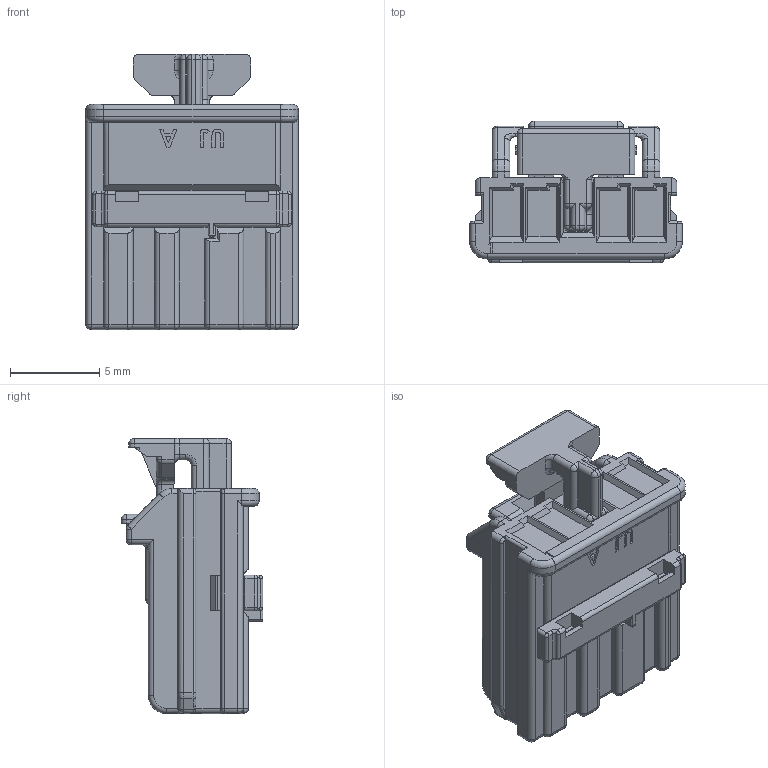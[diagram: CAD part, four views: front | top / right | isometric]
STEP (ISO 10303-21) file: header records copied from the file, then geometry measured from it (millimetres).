
FILE_DESCRIPTION (( 'STEP AP214' ), '1' );
FILE_NAME ('C_020_D_C_4F_ASSY_(A)_Rev.A.STEP', '2020-12-07T06:04:05', ( '' ), ( '' ), 'SwSTEP 2.0', 'SolidWorks 2019', '' );
FILE_SCHEMA (( 'AUTOMOTIVE_DESIGN' ));
Length unit declared in the file: millimetre
Products named in the file (1): C_020_D_C_4F_ASSY_(A)_Rev.A
Bounding box: 11.9 x 7.92 x 15.4 mm (x, y, z)
Volume: 675.9 mm3; surface area: 912.4 mm2
Topology: 1 solids, 1 shells, 720 faces, 1849 edges, 1107 vertices
Faces by surface type: plane 345, cylinder 250, bspline 46, torus 45, sphere 34
Entity records: 30671 total; most frequent: CARTESIAN_POINT 5846, ORIENTED_EDGE 3622, DIRECTION 3414, EDGE_CURVE 1811, VECTOR 1208, LINE 1208, VERTEX_POINT 1107, AXIS2_PLACEMENT_3D 1103
